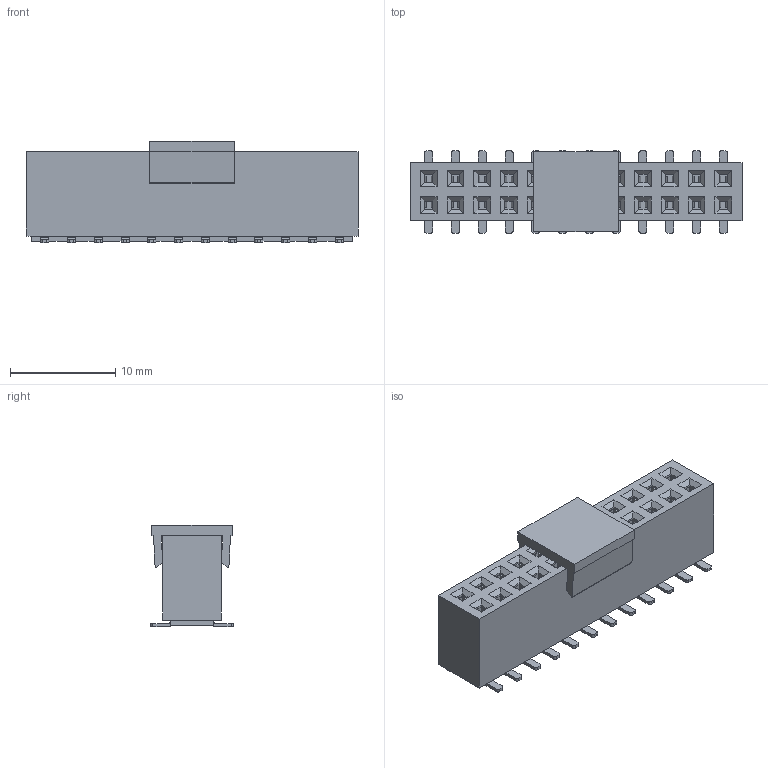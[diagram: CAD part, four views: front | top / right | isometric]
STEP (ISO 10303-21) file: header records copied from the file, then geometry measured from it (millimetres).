
FILE_DESCRIPTION( ('This file contains a STEP AP42 implementation' ,'as created by ZW3D STEP Interface translator.') ,'2;1' );
FILE_NAME( '2185-2XXMXXCUNX1.stp' ,'23 5 3.1141 9', (''), ('ZWCAD Software Co.'), 'Version 1.0', 'ZW3D to STEP translator', '' );
FILE_SCHEMA(('AUTOMOTIVE_DESIGN { 1 0 10303 214 1 1 1 1 }'));
Length unit declared in the file: millimetre
Products named in the file (2): 0; 2185-212MG0CUNR1
Bounding box: 31.48 x 7.8 x 9.65 mm (x, y, z)
Volume: 1190.5 mm3; surface area: 3243.4 mm2
Topology: 1 solids, 5 shells, 2227 faces, 6570 edges, 4296 vertices
Faces by surface type: plane 1501, bspline 434, cylinder 292
Entity records: 82608 total; most frequent: CARTESIAN_POINT 22648, ORIENTED_EDGE 13140, DIRECTION 10554, EDGE_CURVE 6570, VECTOR 5022, LINE 5022, VERTEX_POINT 4296, AXIS2_PLACEMENT_3D 2766
